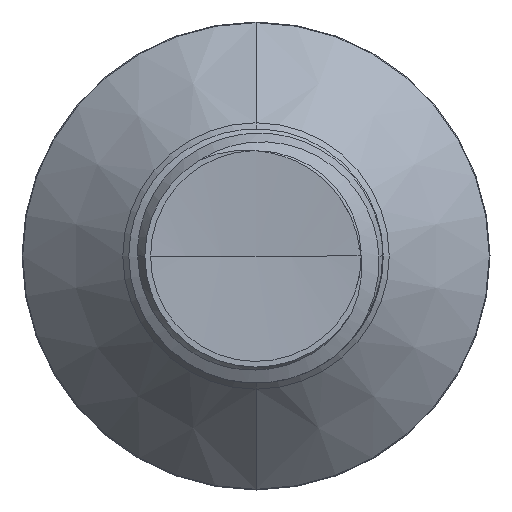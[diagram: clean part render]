
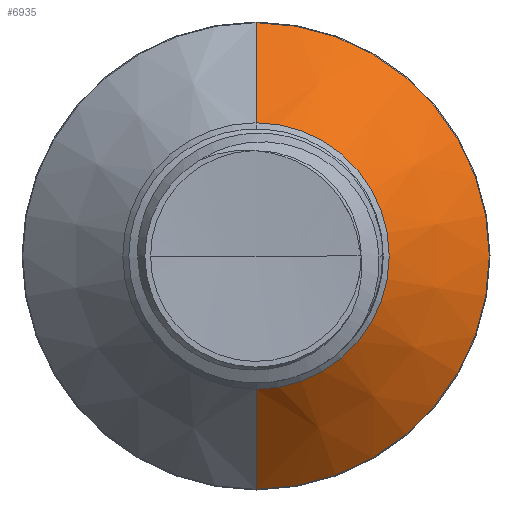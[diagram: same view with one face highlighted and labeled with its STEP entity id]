
A CAD part, front view. The second image highlights one B-rep face of the part: STEP entity #6935.
In plain terms, the highlighted conical face has half-angle 45 degrees and reference radius 2.619 mm.
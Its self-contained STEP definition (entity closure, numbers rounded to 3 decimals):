
#109 = VERTEX_POINT ( 'NONE', #10225 ) ;
#904 = CARTESIAN_POINT ( 'NONE',  ( 0., 4.131, 2.619 ) ) ;
#1167 = EDGE_CURVE ( 'NONE', #7686, #8294, #12440, .T. ) ;
#1940 = EDGE_CURVE ( 'NONE', #8294, #5169, #12983, .T. ) ;
#2675 = ORIENTED_EDGE ( 'NONE', *, *, #4236, .T. ) ;
#3201 = DIRECTION ( 'NONE',  ( 0., 0.707, 0.707 ) ) ;
#3461 = EDGE_CURVE ( 'NONE', #109, #5169, #4243, .T. ) ;
#3897 = CARTESIAN_POINT ( 'NONE',  ( 0., 6.098, -4.586 ) ) ;
#4201 = FACE_OUTER_BOUND ( 'NONE', #12558, .T. ) ;
#4236 = EDGE_CURVE ( 'NONE', #7686, #109, #14428, .T. ) ;
#4243 = LINE ( 'NONE', #12350, #7438 ) ;
#4701 = CARTESIAN_POINT ( 'NONE',  ( 0., 4.131, 0. ) ) ;
#4738 = CARTESIAN_POINT ( 'NONE',  ( 0., 6.098, 0. ) ) ;
#5169 = VERTEX_POINT ( 'NONE', #3897 ) ;
#5178 = DIRECTION ( 'NONE',  ( 0., 0.707, -0.707 ) ) ;
#5734 = ORIENTED_EDGE ( 'NONE', *, *, #3461, .T. ) ;
#5900 = DIRECTION ( 'NONE',  ( 0., 0., 1. ) ) ;
#5940 = DIRECTION ( 'NONE',  ( 0., 0., 1. ) ) ;
#6252 = AXIS2_PLACEMENT_3D ( 'NONE', #4701, #12843, #5900 ) ;
#6843 = DIRECTION ( 'NONE',  ( 0., 1., 0. ) ) ;
#6935 = ADVANCED_FACE ( 'NONE', ( #4201 ), #10085, .T. ) ;
#7438 = VECTOR ( 'NONE', #5178, 1000. ) ;
#7663 = AXIS2_PLACEMENT_3D ( 'NONE', #4738, #12883, #5940 ) ;
#7686 = VERTEX_POINT ( 'NONE', #12770 ) ;
#8056 = DIRECTION ( 'NONE',  ( 0., 0., 1. ) ) ;
#8294 = VERTEX_POINT ( 'NONE', #9987 ) ;
#8889 = ORIENTED_EDGE ( 'NONE', *, *, #1940, .F. ) ;
#9987 = CARTESIAN_POINT ( 'NONE',  ( 0., 6.098, 4.586 ) ) ;
#10085 = CONICAL_SURFACE ( 'NONE', #10981, 2.619, 0.785 ) ;
#10225 = CARTESIAN_POINT ( 'NONE',  ( 0., 4.131, -2.619 ) ) ;
#10458 = CARTESIAN_POINT ( 'NONE',  ( 0., 4.131, 0. ) ) ;
#10981 = AXIS2_PLACEMENT_3D ( 'NONE', #10458, #6843, #8056 ) ;
#11929 = ORIENTED_EDGE ( 'NONE', *, *, #1167, .F. ) ;
#12089 = VECTOR ( 'NONE', #3201, 1000. ) ;
#12350 = CARTESIAN_POINT ( 'NONE',  ( 0., 4.131, -2.619 ) ) ;
#12440 = LINE ( 'NONE', #904, #12089 ) ;
#12558 = EDGE_LOOP ( 'NONE', ( #2675, #5734, #8889, #11929 ) ) ;
#12770 = CARTESIAN_POINT ( 'NONE',  ( 0., 4.131, 2.619 ) ) ;
#12843 = DIRECTION ( 'NONE',  ( 0., 1., 0. ) ) ;
#12883 = DIRECTION ( 'NONE',  ( 0., 1., 0. ) ) ;
#12983 = CIRCLE ( 'NONE', #7663, 4.586 ) ;
#14428 = CIRCLE ( 'NONE', #6252, 2.619 ) ;
